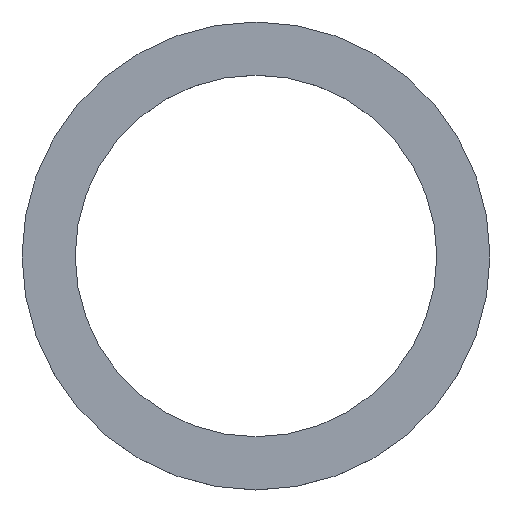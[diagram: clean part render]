
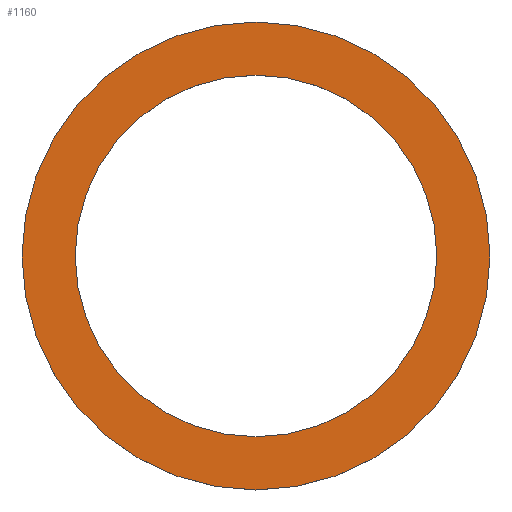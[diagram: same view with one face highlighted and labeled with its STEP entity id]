
A CAD part, top view. The second image highlights one B-rep face of the part: STEP entity #1160.
In plain terms, the highlighted planar face has unit normal (0, 0, 1).
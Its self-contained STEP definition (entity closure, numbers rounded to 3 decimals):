
#120=CARTESIAN_POINT('',(8.5,0.,0.5));
#130=VERTEX_POINT('',#120);
#160=CARTESIAN_POINT('',(0.,0.,0.5));
#170=DIRECTION('',(0.,0.,-1.));
#180=DIRECTION('',(-1.,0.,0.));
#190=AXIS2_PLACEMENT_3D('',#160,#170,#180);
#200=CIRCLE('',#190,8.5);
#210=CARTESIAN_POINT('',(-8.5,0.,0.5));
#220=VERTEX_POINT('',#210);
#230=EDGE_CURVE('',#130,#220,#200,.T.);
#780=CARTESIAN_POINT('',(-11.,0.,0.5));
#790=VERTEX_POINT('',#780);
#820=CARTESIAN_POINT('',(0.,0.,0.5));
#830=DIRECTION('',(0.,0.,-1.));
#840=DIRECTION('',(-1.,0.,0.));
#850=AXIS2_PLACEMENT_3D('',#820,#830,#840);
#860=CIRCLE('',#850,11.);
#870=CARTESIAN_POINT('',(11.,0.,0.5));
#880=VERTEX_POINT('',#870);
#890=EDGE_CURVE('',#880,#790,#860,.T.);
#1010=CARTESIAN_POINT('',(0.,0.,0.5));
#1020=DIRECTION('',(0.,0.,-1.));
#1030=DIRECTION('',(-1.,0.,0.));
#1040=AXIS2_PLACEMENT_3D('',#1010,#1020,#1030);
#1050=PLANE('',#1040);
#1060=ORIENTED_EDGE('',*,*,#890,.F.);
#1070=EDGE_CURVE('',#790,#880,#860,.T.);
#1080=ORIENTED_EDGE('',*,*,#1070,.F.);
#1090=EDGE_LOOP('',(#1080,#1060));
#1100=FACE_OUTER_BOUND('',#1090,.T.);
#1110=ORIENTED_EDGE('',*,*,#230,.T.);
#1120=EDGE_CURVE('',#220,#130,#200,.T.);
#1130=ORIENTED_EDGE('',*,*,#1120,.T.);
#1140=EDGE_LOOP('',(#1130,#1110));
#1150=FACE_BOUND('',#1140,.T.);
#1160=ADVANCED_FACE('',(#1100,#1150),#1050,.F.);
